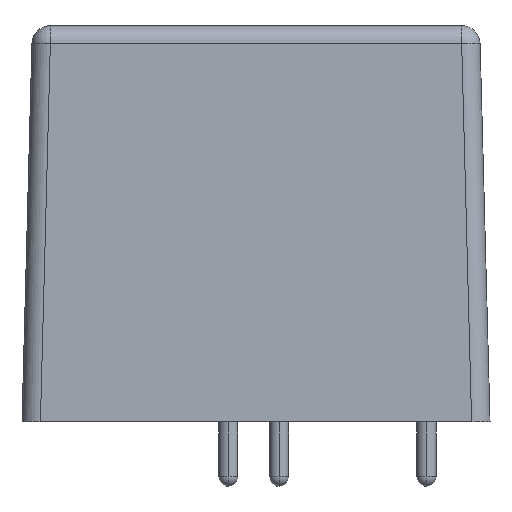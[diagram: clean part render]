
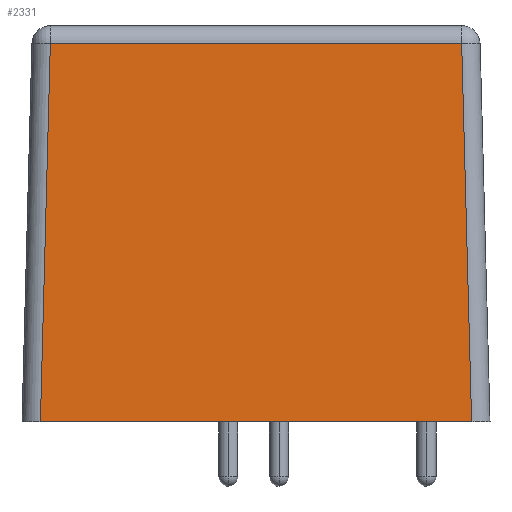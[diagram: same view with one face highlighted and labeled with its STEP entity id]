
A CAD part, left-side view. The second image highlights one B-rep face of the part: STEP entity #2331.
In plain terms, the highlighted planar face has unit normal (-1, 0, 0.026).
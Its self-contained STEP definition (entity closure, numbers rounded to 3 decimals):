
#330 = EDGE_CURVE ( 'NONE', #5887, #3743, #2681, .T. ) ;
#473 = ORIENTED_EDGE ( 'NONE', *, *, #2787, .T. ) ;
#486 = CARTESIAN_POINT ( 'NONE',  ( -22.85, -12.7, 0. ) ) ;
#501 = EDGE_CURVE ( 'NONE', #3743, #4962, #1668, .T. ) ;
#988 = DIRECTION ( 'NONE',  ( 0.026, 0., 1. ) ) ;
#1470 = PLANE ( 'NONE',  #4756 ) ;
#1553 = CARTESIAN_POINT ( 'NONE',  ( -22.85, -12.7, 0. ) ) ;
#1598 = DIRECTION ( 'NONE',  ( -0.026, 0.026, -0.999 ) ) ;
#1668 = LINE ( 'NONE', #1553, #4327 ) ;
#1952 = CARTESIAN_POINT ( 'NONE',  ( -22.851, -11.701, -0.026 ) ) ;
#2331 = ADVANCED_FACE ( 'NONE', ( #3038 ), #1470, .T. ) ;
#2601 = ORIENTED_EDGE ( 'NONE', *, *, #4855, .T. ) ;
#2638 = LINE ( 'NONE', #1952, #5316 ) ;
#2681 = LINE ( 'NONE', #4596, #5374 ) ;
#2787 = EDGE_CURVE ( 'NONE', #6006, #5887, #5612, .T. ) ;
#2941 = CARTESIAN_POINT ( 'NONE',  ( -22.313, -12.7, 20.526 ) ) ;
#2987 = CARTESIAN_POINT ( 'NONE',  ( -22.85, -11.7, 0. ) ) ;
#3038 = FACE_OUTER_BOUND ( 'NONE', #6248, .T. ) ;
#3455 = DIRECTION ( 'NONE',  ( 0., 1., 0. ) ) ;
#3743 = VERTEX_POINT ( 'NONE', #5846 ) ;
#3872 = ORIENTED_EDGE ( 'NONE', *, *, #501, .T. ) ;
#3978 = DIRECTION ( 'NONE',  ( -1., 0., 0.026 ) ) ;
#4230 = VECTOR ( 'NONE', #3455, 1000. ) ;
#4327 = VECTOR ( 'NONE', #4541, 1000. ) ;
#4541 = DIRECTION ( 'NONE',  ( 0., -1., 0. ) ) ;
#4596 = CARTESIAN_POINT ( 'NONE',  ( -22.833, 11.684, 0.638 ) ) ;
#4756 = AXIS2_PLACEMENT_3D ( 'NONE', #486, #3978, #988 ) ;
#4811 = ORIENTED_EDGE ( 'NONE', *, *, #330, .T. ) ;
#4855 = EDGE_CURVE ( 'NONE', #4962, #6006, #2638, .T. ) ;
#4943 = CARTESIAN_POINT ( 'NONE',  ( -22.313, 11.163, 20.526 ) ) ;
#4962 = VERTEX_POINT ( 'NONE', #2987 ) ;
#5316 = VECTOR ( 'NONE', #5492, 1000. ) ;
#5374 = VECTOR ( 'NONE', #1598, 1000. ) ;
#5492 = DIRECTION ( 'NONE',  ( 0.026, 0.026, 0.999 ) ) ;
#5612 = LINE ( 'NONE', #2941, #4230 ) ;
#5846 = CARTESIAN_POINT ( 'NONE',  ( -22.85, 11.7, 0. ) ) ;
#5887 = VERTEX_POINT ( 'NONE', #4943 ) ;
#6006 = VERTEX_POINT ( 'NONE', #6192 ) ;
#6192 = CARTESIAN_POINT ( 'NONE',  ( -22.313, -11.163, 20.526 ) ) ;
#6248 = EDGE_LOOP ( 'NONE', ( #3872, #2601, #473, #4811 ) ) ;
